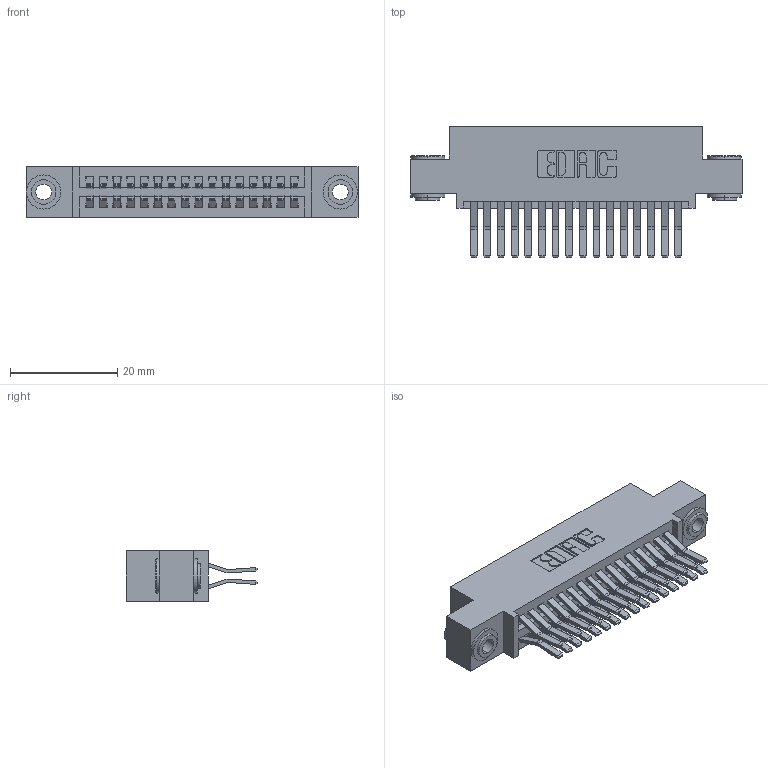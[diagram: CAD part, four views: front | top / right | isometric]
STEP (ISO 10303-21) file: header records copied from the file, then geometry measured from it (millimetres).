
FILE_DESCRIPTION (( 'STEP AP203' ), '1' );
FILE_NAME ('345-032-560-503.STEP', '2018-08-24T09:44:09', ( '' ), ( '' ), 'SwSTEP 2.0', 'SolidWorks 2016', '' );
FILE_SCHEMA (( 'CONFIG_CONTROL_DESIGN' ));
Length unit declared in the file: inch
Products named in the file (4): 345-032-560-503; 345 Part_0.110 Offset - 0.156 Dia-TH; 345-292-001_560 Tail; 345-250-002_345-250-002-102
Assembly tree (35 placements, depth 2):
  345-032-560-503
    345 Part_0.110 Offset - 0.156 Dia-TH
    345-292-001_560 Tail  x32
    345-250-002_345-250-002-102  x2
Bounding box: 61.85 x 24.45 x 9.4 mm (x, y, z)
Volume: 5922.5 mm3; surface area: 9088.1 mm2
Topology: 35 solids, 35 shells, 1832 faces, 5389 edges, 3546 vertices
Faces by surface type: plane 1150, cylinder 674, cone 8
Entity records: 16924 total; most frequent: CARTESIAN_POINT 2839, ORIENTED_EDGE 2766, DIRECTION 2569, EDGE_CURVE 1383, LINE 1159, VECTOR 1159, VERTEX_POINT 918, AXIS2_PLACEMENT_3D 705
